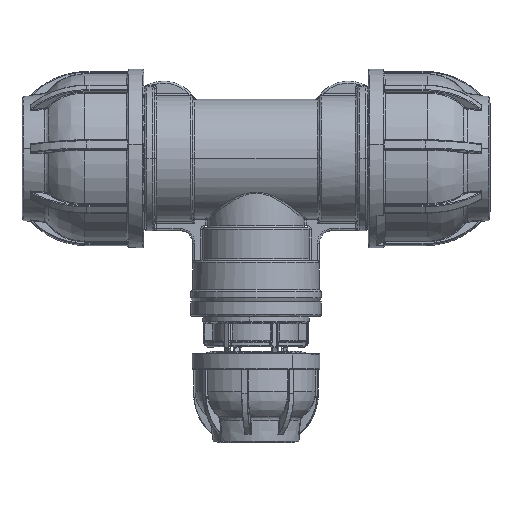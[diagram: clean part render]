
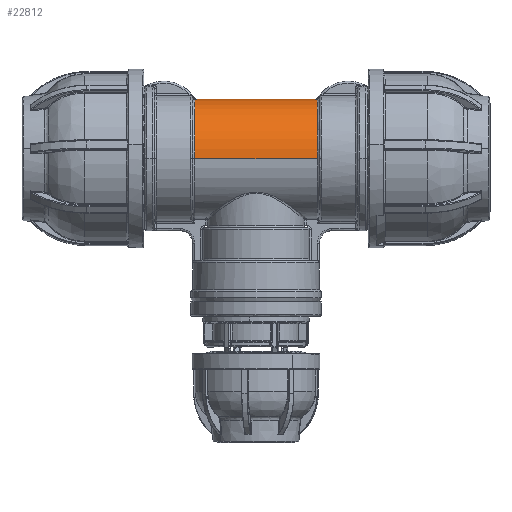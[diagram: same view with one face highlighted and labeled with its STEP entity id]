
A CAD part, top view. The second image highlights one B-rep face of the part: STEP entity #22812.
In plain terms, the highlighted cylindrical face has radius 28.75 mm (diameter 57.5 mm), a partial arc.
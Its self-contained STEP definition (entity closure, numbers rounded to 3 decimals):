
#212 = VERTEX_POINT ( 'NONE', #32401 ) ;
#292 = EDGE_CURVE ( 'NONE', #76576, #60098, #55946, .T. ) ;
#371 = EDGE_CURVE ( 'NONE', #70442, #34508, #91418, .T. ) ;
#754 = CARTESIAN_POINT ( 'NONE',  ( -64.505, 0., -28.75 ) ) ;
#760 = ORIENTED_EDGE ( 'NONE', *, *, #88732, .T. ) ;
#1307 = CARTESIAN_POINT ( 'NONE',  ( -65.448, 28.794, 0.924 ) ) ;
#2476 = VECTOR ( 'NONE', #60610, 1000. ) ;
#3114 = CARTESIAN_POINT ( 'NONE',  ( -124.005, 0., 0. ) ) ;
#4724 = EDGE_CURVE ( 'NONE', #18629, #70442, #71829, .T. ) ;
#5767 = AXIS2_PLACEMENT_3D ( 'NONE', #3114, #31947, #39106 ) ;
#7113 = LINE ( 'NONE', #58066, #40463 ) ;
#7119 = ORIENTED_EDGE ( 'NONE', *, *, #18038, .T. ) ;
#7705 = AXIS2_PLACEMENT_3D ( 'NONE', #26008, #55389, #47695 ) ;
#7848 = CARTESIAN_POINT ( 'NONE',  ( -94.255, 28.618, 2.754 ) ) ;
#8061 = EDGE_CURVE ( 'NONE', #34508, #212, #55852, .T. ) ;
#8113 = EDGE_LOOP ( 'NONE', ( #61735, #80150, #7119, #760, #24284, #77307, #37583, #14908, #54124, #67235, #35390, #21077 ) ) ;
#9445 = VERTEX_POINT ( 'NONE', #36789 ) ;
#11084 = CARTESIAN_POINT ( 'NONE',  ( -94.255, 28.618, -2.754 ) ) ;
#12381 = CARTESIAN_POINT ( 'NONE',  ( -122.948, 28.618, 2.754 ) ) ;
#13207 = LINE ( 'NONE', #7848, #29801 ) ;
#14908 = ORIENTED_EDGE ( 'NONE', *, *, #53866, .F. ) ;
#15005 = DIRECTION ( 'NONE',  ( -1., 0., 0. ) ) ;
#16540 = CARTESIAN_POINT ( 'NONE',  ( -64.505, 28.618, 2.754 ) ) ;
#16998 = CARTESIAN_POINT ( 'NONE',  ( -123.062, 28.794, 0.924 ) ) ;
#17613 = CARTESIAN_POINT ( 'NONE',  ( -123.062, 28.794, -0.924 ) ) ;
#18038 = EDGE_CURVE ( 'NONE', #9445, #56694, #70094, .T. ) ;
#18629 = VERTEX_POINT ( 'NONE', #81224 ) ;
#21077 = ORIENTED_EDGE ( 'NONE', *, *, #371, .T. ) ;
#22812 = ADVANCED_FACE ( 'NONE', ( #84119 ), #63144, .T. ) ;
#24284 = ORIENTED_EDGE ( 'NONE', *, *, #292, .T. ) ;
#25283 = VERTEX_POINT ( 'NONE', #39016 ) ;
#25707 = DIRECTION ( 'NONE',  ( 0., 0., -1. ) ) ;
#26008 = CARTESIAN_POINT ( 'NONE',  ( -64.505, 0., 0. ) ) ;
#26310 = DIRECTION ( 'NONE',  ( -1., 0., 0. ) ) ;
#26591 = DIRECTION ( 'NONE',  ( 0., 0., -1. ) ) ;
#26879 = CARTESIAN_POINT ( 'NONE',  ( -124.005, 0., 0. ) ) ;
#27212 = VERTEX_POINT ( 'NONE', #70281 ) ;
#29664 = DIRECTION ( 'NONE',  ( 1., 0., 0. ) ) ;
#29801 = VECTOR ( 'NONE', #15005, 1000. ) ;
#31525 = VERTEX_POINT ( 'NONE', #754 ) ;
#31677 = DIRECTION ( 'NONE',  ( -1., 0., 0. ) ) ;
#31947 = DIRECTION ( 'NONE',  ( 1., 0., 0. ) ) ;
#32277 = DIRECTION ( 'NONE',  ( 1., 0., 0. ) ) ;
#32401 = CARTESIAN_POINT ( 'NONE',  ( -124.005, 0., 28.75 ) ) ;
#32468 = AXIS2_PLACEMENT_3D ( 'NONE', #40358, #83017, #25707 ) ;
#33199 = CARTESIAN_POINT ( 'NONE',  ( -94.255, 0., -28.75 ) ) ;
#34508 = VERTEX_POINT ( 'NONE', #76104 ) ;
#34550 = LINE ( 'NONE', #42922, #42262 ) ;
#35163 = EDGE_CURVE ( 'NONE', #25283, #18629, #7113, .T. ) ;
#35390 = ORIENTED_EDGE ( 'NONE', *, *, #4724, .T. ) ;
#36677 = CARTESIAN_POINT ( 'NONE',  ( -65.562, 28.618, 2.754 ) ) ;
#36789 = CARTESIAN_POINT ( 'NONE',  ( -64.505, 0., 28.75 ) ) ;
#36987 = CARTESIAN_POINT ( 'NONE',  ( -65.562, 28.618, -2.754 ) ) ;
#37583 = ORIENTED_EDGE ( 'NONE', *, *, #74647, .T. ) ;
#39016 = CARTESIAN_POINT ( 'NONE',  ( -124.005, 28.618, -2.754 ) ) ;
#39106 = DIRECTION ( 'NONE',  ( 0., 0., -1. ) ) ;
#40058 = CIRCLE ( 'NONE', #5767, 28.75 ) ;
#40358 = CARTESIAN_POINT ( 'NONE',  ( -94.255, 0., 0. ) ) ;
#40463 = VECTOR ( 'NONE', #29664, 1000. ) ;
#40503 = LINE ( 'NONE', #33199, #72513 ) ;
#42262 = VECTOR ( 'NONE', #71068, 1000. ) ;
#42922 = CARTESIAN_POINT ( 'NONE',  ( -94.255, 0., 28.75 ) ) ;
#45253 = CARTESIAN_POINT ( 'NONE',  ( -65.562, 28.618, -2.754 ) ) ;
#47695 = DIRECTION ( 'NONE',  ( 0., 0., -1. ) ) ;
#51144 = LINE ( 'NONE', #11084, #2476 ) ;
#53866 = EDGE_CURVE ( 'NONE', #27212, #31525, #40503, .T. ) ;
#54124 = ORIENTED_EDGE ( 'NONE', *, *, #71963, .T. ) ;
#54140 = DIRECTION ( 'NONE',  ( 0., 0., -1. ) ) ;
#54425 = DIRECTION ( 'NONE',  ( 1., 0., 0. ) ) ;
#55389 = DIRECTION ( 'NONE',  ( -1., 0., 0. ) ) ;
#55852 = CIRCLE ( 'NONE', #60664, 28.75 ) ;
#55946 = B_SPLINE_CURVE_WITH_KNOTS ( 'NONE', 3,
 ( #36677, #1307, #65098, #36987 ),
 .UNSPECIFIED., .F., .F.,
 ( 4, 4 ),
 ( 0., 1. ),
 .UNSPECIFIED. ) ;
#56694 = VERTEX_POINT ( 'NONE', #16540 ) ;
#58066 = CARTESIAN_POINT ( 'NONE',  ( -94.255, 28.618, -2.754 ) ) ;
#58988 = CARTESIAN_POINT ( 'NONE',  ( -64.505, 28.618, -2.754 ) ) ;
#59995 = CARTESIAN_POINT ( 'NONE',  ( -122.948, 28.618, -2.754 ) ) ;
#60098 = VERTEX_POINT ( 'NONE', #45253 ) ;
#60610 = DIRECTION ( 'NONE',  ( 1., 0., 0. ) ) ;
#60664 = AXIS2_PLACEMENT_3D ( 'NONE', #26879, #54425, #26591 ) ;
#61735 = ORIENTED_EDGE ( 'NONE', *, *, #8061, .T. ) ;
#63144 = CYLINDRICAL_SURFACE ( 'NONE', #32468, 28.75 ) ;
#64894 = EDGE_CURVE ( 'NONE', #60098, #71347, #51144, .T. ) ;
#65098 = CARTESIAN_POINT ( 'NONE',  ( -65.448, 28.794, -0.924 ) ) ;
#66449 = EDGE_CURVE ( 'NONE', #212, #9445, #34550, .T. ) ;
#66521 = CARTESIAN_POINT ( 'NONE',  ( -122.948, 28.618, 2.754 ) ) ;
#67235 = ORIENTED_EDGE ( 'NONE', *, *, #35163, .T. ) ;
#70094 = CIRCLE ( 'NONE', #7705, 28.75 ) ;
#70281 = CARTESIAN_POINT ( 'NONE',  ( -124.005, 0., -28.75 ) ) ;
#70442 = VERTEX_POINT ( 'NONE', #12381 ) ;
#71068 = DIRECTION ( 'NONE',  ( 1., 0., 0. ) ) ;
#71347 = VERTEX_POINT ( 'NONE', #58988 ) ;
#71829 = B_SPLINE_CURVE_WITH_KNOTS ( 'NONE', 3,
 ( #59995, #17613, #16998, #66521 ),
 .UNSPECIFIED., .F., .F.,
 ( 4, 4 ),
 ( 0., 1. ),
 .UNSPECIFIED. ) ;
#71963 = EDGE_CURVE ( 'NONE', #27212, #25283, #40058, .T. ) ;
#72513 = VECTOR ( 'NONE', #32277, 1000. ) ;
#74647 = EDGE_CURVE ( 'NONE', #71347, #31525, #88489, .T. ) ;
#76104 = CARTESIAN_POINT ( 'NONE',  ( -124.005, 28.618, 2.754 ) ) ;
#76576 = VERTEX_POINT ( 'NONE', #83595 ) ;
#77307 = ORIENTED_EDGE ( 'NONE', *, *, #64894, .T. ) ;
#79441 = AXIS2_PLACEMENT_3D ( 'NONE', #82683, #26310, #54140 ) ;
#80150 = ORIENTED_EDGE ( 'NONE', *, *, #66449, .T. ) ;
#81224 = CARTESIAN_POINT ( 'NONE',  ( -122.948, 28.618, -2.754 ) ) ;
#82683 = CARTESIAN_POINT ( 'NONE',  ( -64.505, 0., 0. ) ) ;
#83017 = DIRECTION ( 'NONE',  ( 1., 0., 0. ) ) ;
#83595 = CARTESIAN_POINT ( 'NONE',  ( -65.562, 28.618, 2.754 ) ) ;
#84119 = FACE_OUTER_BOUND ( 'NONE', #8113, .T. ) ;
#86906 = VECTOR ( 'NONE', #31677, 1000. ) ;
#87425 = CARTESIAN_POINT ( 'NONE',  ( -94.255, 28.618, 2.754 ) ) ;
#88489 = CIRCLE ( 'NONE', #79441, 28.75 ) ;
#88732 = EDGE_CURVE ( 'NONE', #56694, #76576, #13207, .T. ) ;
#91418 = LINE ( 'NONE', #87425, #86906 ) ;
